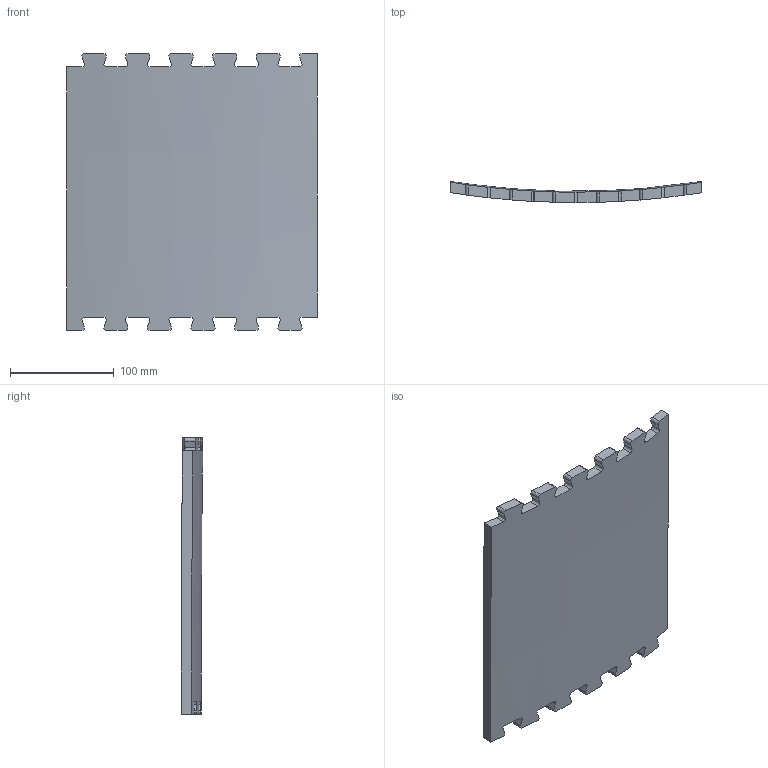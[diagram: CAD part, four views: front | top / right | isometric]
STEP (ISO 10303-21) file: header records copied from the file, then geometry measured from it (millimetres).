
FILE_DESCRIPTION(/* description */ (''),/* implementation_level */ '2;1');
FILE_NAME(/* name */ 'front bridge.stp',/* time_stamp */ '2024-09-03T23:09:23-07:00',/* author */ ('devan'),/* organization */ (''),/* preprocessor_version */ 'ST-DEVELOPER v20',/* originating_system */ 'Autodesk Inventor 2025',/* authorisation */ '');
FILE_SCHEMA (('AUTOMOTIVE_DESIGN { 1 0 10303 214 3 1 1 }'));
Length unit declared in the file: inch
Products named in the file (1): 36
Bounding box: 241.3 x 20.86 x 266.7 mm (x, y, z)
Volume: 612893.7 mm3; surface area: 135969.9 mm2
Topology: 1 solids, 1 shells, 109 faces, 318 edges, 212 vertices
Faces by surface type: plane 56, cylinder 44, bspline 6, torus 3
Entity records: 4985 total; most frequent: CARTESIAN_POINT 2460, ORIENTED_EDGE 636, DIRECTION 334, EDGE_CURVE 318, VERTEX_POINT 212, B_SPLINE_CURVE_WITH_KNOTS 202, AXIS2_PLACEMENT_3D 114, EDGE_LOOP 110
